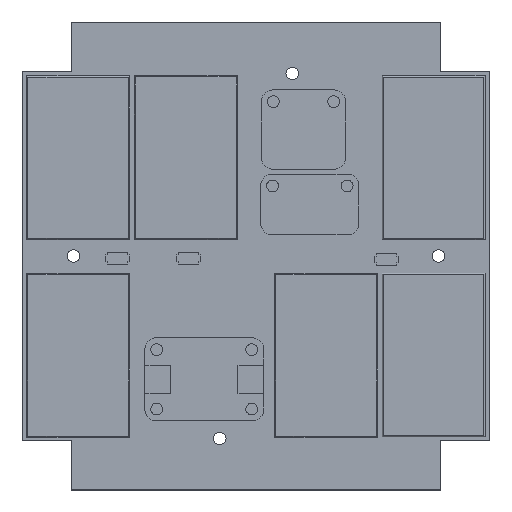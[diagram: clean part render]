
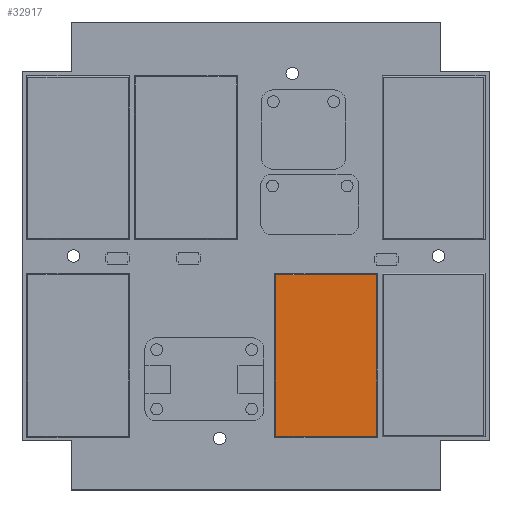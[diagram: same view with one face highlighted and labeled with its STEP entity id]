
A CAD part, top view. The second image highlights one B-rep face of the part: STEP entity #32917.
In plain terms, the highlighted face is planar.
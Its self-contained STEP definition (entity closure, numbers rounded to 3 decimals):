
#32671 = PLANE('',#32672);
#32672 = AXIS2_PLACEMENT_3D('',#32673,#32674,#32675);
#32673 = CARTESIAN_POINT('',(0.25,1.2,0.));
#32674 = DIRECTION('',(0.707,-0.707,0.));
#32675 = DIRECTION('',(0.,0.,1.));
#32752 = PLANE('',#32753);
#32753 = AXIS2_PLACEMENT_3D('',#32754,#32755,#32756);
#32754 = CARTESIAN_POINT('',(0.,1.2,-0.25));
#32755 = DIRECTION('',(0.,-0.707,-0.707));
#32756 = DIRECTION('',(1.,0.,0.));
#32833 = PLANE('',#32834);
#32834 = AXIS2_PLACEMENT_3D('',#32835,#32836,#32837);
#32835 = CARTESIAN_POINT('',(21.75,1.2,0.));
#32836 = DIRECTION('',(-0.707,-0.707,
    0.));
#32837 = DIRECTION('',(0.,0.,-1.));
#32884 = PLANE('',#32885);
#32885 = AXIS2_PLACEMENT_3D('',#32886,#32887,#32888);
#32886 = CARTESIAN_POINT('',(0.,1.2,-34.75));
#32887 = DIRECTION('',(0.,-0.707,0.707));
#32888 = DIRECTION('',(-1.,0.,0.));
#32917 = ADVANCED_FACE('',(#32918),#32932,.F.);
#32918 = FACE_BOUND('',#32919,.F.);
#32919 = EDGE_LOOP('',(#32920,#32950,#32973,#32996));
#32920 = ORIENTED_EDGE('',*,*,#32921,.F.);
#32921 = EDGE_CURVE('',#32922,#32924,#32926,.T.);
#32922 = VERTEX_POINT('',#32923);
#32923 = CARTESIAN_POINT('',(0.25,1.2,-34.75));
#32924 = VERTEX_POINT('',#32925);
#32925 = CARTESIAN_POINT('',(0.25,1.2,-0.25));
#32926 = SURFACE_CURVE('',#32927,(#32931,#32943),.PCURVE_S1.);
#32927 = LINE('',#32928,#32929);
#32928 = CARTESIAN_POINT('',(0.25,1.2,0.));
#32929 = VECTOR('',#32930,1.);
#32930 = DIRECTION('',(0.,0.,1.));
#32931 = PCURVE('',#32932,#32937);
#32932 = PLANE('',#32933);
#32933 = AXIS2_PLACEMENT_3D('',#32934,#32935,#32936);
#32934 = CARTESIAN_POINT('',(0.,1.2,0.));
#32935 = DIRECTION('',(0.,-1.,0.));
#32936 = DIRECTION('',(0.,0.,-1.));
#32937 = DEFINITIONAL_REPRESENTATION('',(#32938),#32942);
#32938 = LINE('',#32939,#32940);
#32939 = CARTESIAN_POINT('',(0.,0.25));
#32940 = VECTOR('',#32941,1.);
#32941 = DIRECTION('',(-1.,0.));
#32942 = ( GEOMETRIC_REPRESENTATION_CONTEXT(2) 
PARAMETRIC_REPRESENTATION_CONTEXT() REPRESENTATION_CONTEXT('2D SPACE',''
  ) );
#32943 = PCURVE('',#32671,#32944);
#32944 = DEFINITIONAL_REPRESENTATION('',(#32945),#32949);
#32945 = LINE('',#32946,#32947);
#32946 = CARTESIAN_POINT('',(0.,0.));
#32947 = VECTOR('',#32948,1.);
#32948 = DIRECTION('',(1.,0.));
#32949 = ( GEOMETRIC_REPRESENTATION_CONTEXT(2) 
PARAMETRIC_REPRESENTATION_CONTEXT() REPRESENTATION_CONTEXT('2D SPACE',''
  ) );
#32950 = ORIENTED_EDGE('',*,*,#32951,.F.);
#32951 = EDGE_CURVE('',#32952,#32922,#32954,.T.);
#32952 = VERTEX_POINT('',#32953);
#32953 = CARTESIAN_POINT('',(21.75,1.2,-34.75));
#32954 = SURFACE_CURVE('',#32955,(#32959,#32966),.PCURVE_S1.);
#32955 = LINE('',#32956,#32957);
#32956 = CARTESIAN_POINT('',(0.,1.2,-34.75));
#32957 = VECTOR('',#32958,1.);
#32958 = DIRECTION('',(-1.,0.,0.));
#32959 = PCURVE('',#32932,#32960);
#32960 = DEFINITIONAL_REPRESENTATION('',(#32961),#32965);
#32961 = LINE('',#32962,#32963);
#32962 = CARTESIAN_POINT('',(34.75,0.));
#32963 = VECTOR('',#32964,1.);
#32964 = DIRECTION('',(0.,-1.));
#32965 = ( GEOMETRIC_REPRESENTATION_CONTEXT(2) 
PARAMETRIC_REPRESENTATION_CONTEXT() REPRESENTATION_CONTEXT('2D SPACE',''
  ) );
#32966 = PCURVE('',#32884,#32967);
#32967 = DEFINITIONAL_REPRESENTATION('',(#32968),#32972);
#32968 = LINE('',#32969,#32970);
#32969 = CARTESIAN_POINT('',(0.,0.));
#32970 = VECTOR('',#32971,1.);
#32971 = DIRECTION('',(1.,0.));
#32972 = ( GEOMETRIC_REPRESENTATION_CONTEXT(2) 
PARAMETRIC_REPRESENTATION_CONTEXT() REPRESENTATION_CONTEXT('2D SPACE',''
  ) );
#32973 = ORIENTED_EDGE('',*,*,#32974,.F.);
#32974 = EDGE_CURVE('',#32975,#32952,#32977,.T.);
#32975 = VERTEX_POINT('',#32976);
#32976 = CARTESIAN_POINT('',(21.75,1.2,-0.25));
#32977 = SURFACE_CURVE('',#32978,(#32982,#32989),.PCURVE_S1.);
#32978 = LINE('',#32979,#32980);
#32979 = CARTESIAN_POINT('',(21.75,1.2,0.));
#32980 = VECTOR('',#32981,1.);
#32981 = DIRECTION('',(0.,0.,-1.));
#32982 = PCURVE('',#32932,#32983);
#32983 = DEFINITIONAL_REPRESENTATION('',(#32984),#32988);
#32984 = LINE('',#32985,#32986);
#32985 = CARTESIAN_POINT('',(0.,21.75));
#32986 = VECTOR('',#32987,1.);
#32987 = DIRECTION('',(1.,0.));
#32988 = ( GEOMETRIC_REPRESENTATION_CONTEXT(2) 
PARAMETRIC_REPRESENTATION_CONTEXT() REPRESENTATION_CONTEXT('2D SPACE',''
  ) );
#32989 = PCURVE('',#32833,#32990);
#32990 = DEFINITIONAL_REPRESENTATION('',(#32991),#32995);
#32991 = LINE('',#32992,#32993);
#32992 = CARTESIAN_POINT('',(0.,0.));
#32993 = VECTOR('',#32994,1.);
#32994 = DIRECTION('',(1.,0.));
#32995 = ( GEOMETRIC_REPRESENTATION_CONTEXT(2) 
PARAMETRIC_REPRESENTATION_CONTEXT() REPRESENTATION_CONTEXT('2D SPACE',''
  ) );
#32996 = ORIENTED_EDGE('',*,*,#32997,.F.);
#32997 = EDGE_CURVE('',#32924,#32975,#32998,.T.);
#32998 = SURFACE_CURVE('',#32999,(#33003,#33010),.PCURVE_S1.);
#32999 = LINE('',#33000,#33001);
#33000 = CARTESIAN_POINT('',(0.,1.2,-0.25));
#33001 = VECTOR('',#33002,1.);
#33002 = DIRECTION('',(1.,0.,0.));
#33003 = PCURVE('',#32932,#33004);
#33004 = DEFINITIONAL_REPRESENTATION('',(#33005),#33009);
#33005 = LINE('',#33006,#33007);
#33006 = CARTESIAN_POINT('',(0.25,0.));
#33007 = VECTOR('',#33008,1.);
#33008 = DIRECTION('',(0.,1.));
#33009 = ( GEOMETRIC_REPRESENTATION_CONTEXT(2) 
PARAMETRIC_REPRESENTATION_CONTEXT() REPRESENTATION_CONTEXT('2D SPACE',''
  ) );
#33010 = PCURVE('',#32752,#33011);
#33011 = DEFINITIONAL_REPRESENTATION('',(#33012),#33016);
#33012 = LINE('',#33013,#33014);
#33013 = CARTESIAN_POINT('',(0.,0.));
#33014 = VECTOR('',#33015,1.);
#33015 = DIRECTION('',(1.,0.));
#33016 = ( GEOMETRIC_REPRESENTATION_CONTEXT(2) 
PARAMETRIC_REPRESENTATION_CONTEXT() REPRESENTATION_CONTEXT('2D SPACE',''
  ) );
